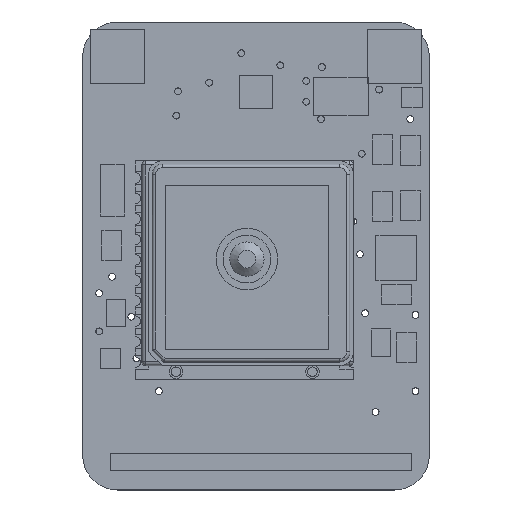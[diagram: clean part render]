
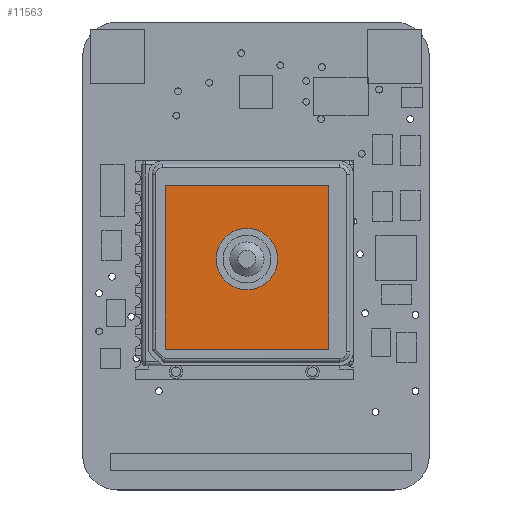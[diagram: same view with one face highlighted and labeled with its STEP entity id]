
A CAD part, top view. The second image highlights one B-rep face of the part: STEP entity #11563.
In plain terms, the highlighted planar face has unit normal (0, 0, 1).
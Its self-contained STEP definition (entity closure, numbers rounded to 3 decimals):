
#574=FACE_BOUND('',#2515,.T.);
#1000=PLANE('',#13017);
#1643=FACE_OUTER_BOUND('',#2514,.T.);
#2514=EDGE_LOOP('',(#10254,#10255,#10256,#10257));
#2515=EDGE_LOOP('',(#10258,#10259));
#3491=LINE('',#19483,#4465);
#3492=LINE('',#19485,#4466);
#3493=LINE('',#19487,#4467);
#3494=LINE('',#19488,#4468);
#4465=VECTOR('',#16264,1000.);
#4466=VECTOR('',#16265,1000.);
#4467=VECTOR('',#16266,1000.);
#4468=VECTOR('',#16267,1000.);
#4922=CIRCLE('',#13013,2.25);
#4925=CIRCLE('',#13016,2.25);
#5981=VERTEX_POINT('',#19471);
#5982=VERTEX_POINT('',#19472);
#5985=VERTEX_POINT('',#19481);
#5986=VERTEX_POINT('',#19482);
#5987=VERTEX_POINT('',#19484);
#5988=VERTEX_POINT('',#19486);
#7409=EDGE_CURVE('',#5981,#5982,#4922,.T.);
#7413=EDGE_CURVE('',#5982,#5981,#4925,.T.);
#7414=EDGE_CURVE('',#5985,#5986,#3491,.T.);
#7415=EDGE_CURVE('',#5987,#5986,#3492,.T.);
#7416=EDGE_CURVE('',#5988,#5987,#3493,.T.);
#7417=EDGE_CURVE('',#5988,#5985,#3494,.T.);
#10254=ORIENTED_EDGE('',*,*,#7414,.T.);
#10255=ORIENTED_EDGE('',*,*,#7415,.F.);
#10256=ORIENTED_EDGE('',*,*,#7416,.F.);
#10257=ORIENTED_EDGE('',*,*,#7417,.T.);
#10258=ORIENTED_EDGE('',*,*,#7409,.F.);
#10259=ORIENTED_EDGE('',*,*,#7413,.F.);
#11563=ADVANCED_FACE('',(#1643,#574),#1000,.F.);
#13013=AXIS2_PLACEMENT_3D('',#19473,#16253,#16254);
#13016=AXIS2_PLACEMENT_3D('',#19479,#16260,#16261);
#13017=AXIS2_PLACEMENT_3D('',#19480,#16262,#16263);
#16253=DIRECTION('center_axis',(0.,0.,1.));
#16254=DIRECTION('ref_axis',(1.,0.,0.));
#16260=DIRECTION('center_axis',(0.,0.,1.));
#16261=DIRECTION('ref_axis',(1.,0.,0.));
#16262=DIRECTION('center_axis',(0.,0.,-1.));
#16263=DIRECTION('ref_axis',(-1.,0.,0.));
#16264=DIRECTION('',(0.,-1.,0.));
#16265=DIRECTION('',(-1.,0.,0.));
#16266=DIRECTION('',(0.,-1.,0.));
#16267=DIRECTION('',(-1.,0.,0.));
#19471=CARTESIAN_POINT('',(-1.95,-0.3,0.3));
#19472=CARTESIAN_POINT('',(2.55,-0.3,0.3));
#19473=CARTESIAN_POINT('Origin',(0.3,-0.3,0.3));
#19479=CARTESIAN_POINT('Origin',(0.3,-0.3,0.3));
#19480=CARTESIAN_POINT('Origin',(0.,0.,0.3));
#19481=CARTESIAN_POINT('',(-5.7,6.3,0.3));
#19482=CARTESIAN_POINT('',(-5.7,-5.7,0.3));
#19483=CARTESIAN_POINT('',(-5.7,0.,0.3));
#19484=CARTESIAN_POINT('',(6.3,-5.7,0.3));
#19485=CARTESIAN_POINT('',(0.,-5.7,0.3));
#19486=CARTESIAN_POINT('',(6.3,6.3,0.3));
#19487=CARTESIAN_POINT('',(6.3,0.,0.3));
#19488=CARTESIAN_POINT('',(0.,6.3,0.3));
